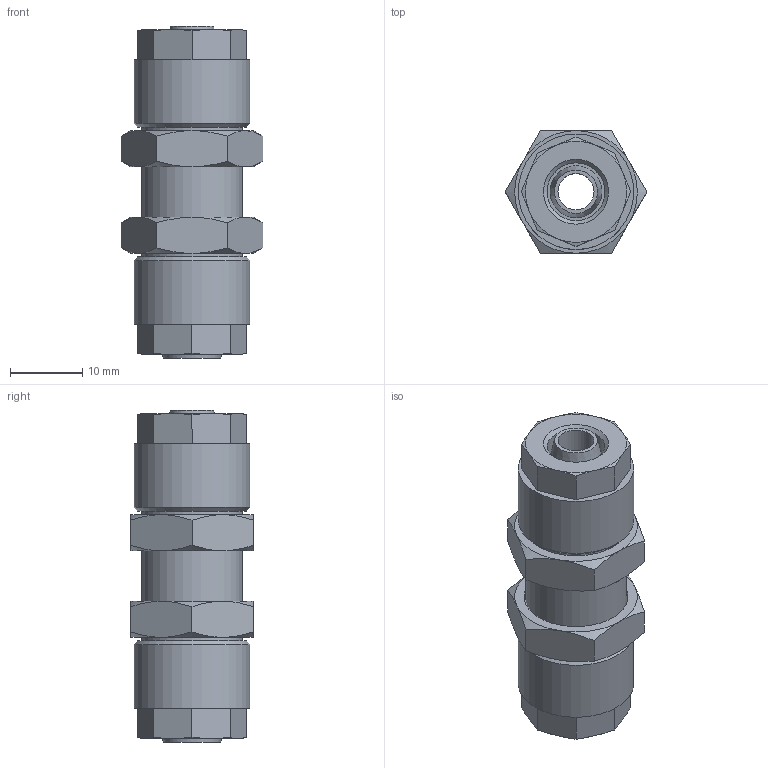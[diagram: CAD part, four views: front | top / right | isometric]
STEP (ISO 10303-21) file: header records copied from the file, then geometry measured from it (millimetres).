
FILE_DESCRIPTION(( 'MC.15.10.08.STP' ), '1');
FILE_NAME( 'MC.15.10.08.STP', '2018-09-27T17:28:30',( 'Sopra'),('sopra-pneumatic.com'), 'SwSTEP 2.0','SolidWorks 2009','' );
FILE_SCHEMA (('AUTOMOTIVE_DESIGN { 1 0 10303 214 1 1 1 1 }'));
Length unit declared in the file: millimetre
Products named in the file (6): Root; R10508; Kontermutter; 17007; 02_17007_8
Assembly tree (5 placements, depth 2):
  Root
    R10508
    Kontermutter
    Kontermutter
    17007
    02_17007_8
Bounding box: 19.63 x 17 x 46 mm (x, y, z)
Volume: 7317.5 mm3; surface area: 7001 mm2
Topology: 5 solids, 5 shells, 116 faces, 255 edges, 155 vertices
Faces by surface type: cone 57, plane 44, cylinder 13, torus 2
Full cylindrical faces by diameter (mm): 5 x1, 6.8 x1, 7 x1, 8 x1, 8.5 x1, 10 x1, 12.773 x4, 14 x1, 16 x2
Entity records: 5156 total; most frequent: DIRECTION 624, CARTESIAN_POINT 474, PRESENTATION_STYLE_ASSIGNMENT 421, COLOUR_RGB 417, DRAUGHTING_PRE_DEFINED_CURVE_FONT 416, CURVE_STYLE 416, OVER_RIDING_STYLED_ITEM 416, ORIENTED_EDGE 416
